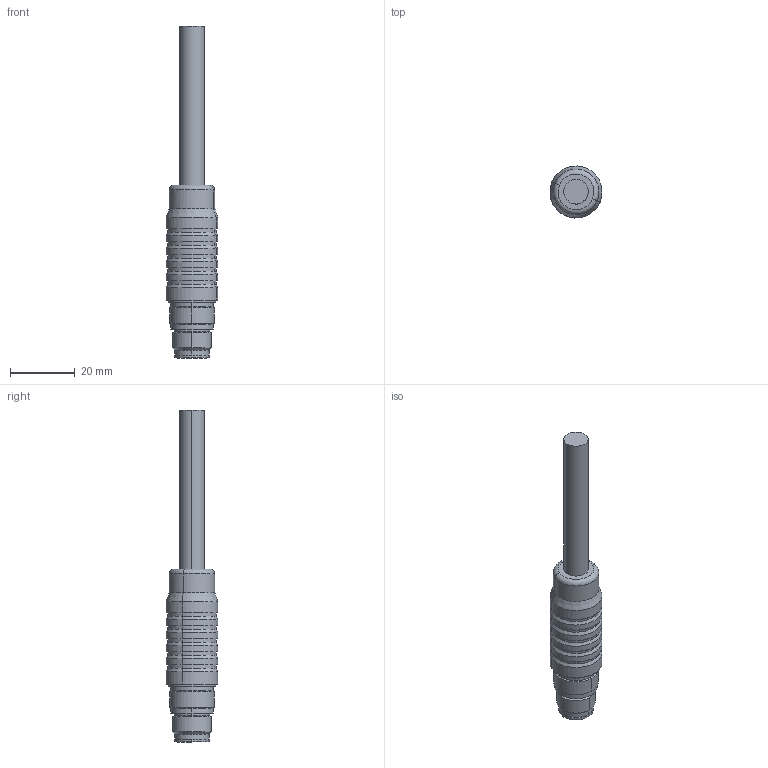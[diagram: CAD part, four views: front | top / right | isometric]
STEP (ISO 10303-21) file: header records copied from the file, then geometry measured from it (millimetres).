
FILE_DESCRIPTION(('CATIA V5 STEP Exchange','CAx-IF Rec.Pracs.--- Model Styling and Organization---1.4--- 2014-01-23'),'2;1');
FILE_NAME ('012730-2_1', '2021-03-11T06:38:21+00:00', ('none'), ('Weidmueller'), 'CATIA Version 5-6 Release 2016 SP3 HF44', 'CATIA V5 STEP AP214', 'none');
FILE_SCHEMA(('AUTOMOTIVE_DESIGN { 1 0 10303 214 1 1 1 1 }'));
Length unit declared in the file: millimetre
Products named in the file (1): 1380610000
Bounding box: 15.98 x 15.99 x 102.17 mm (x, y, z)
Volume: 7133.5 mm3; surface area: 9953.9 mm2
Topology: 9 solids, 9 shells, 604 faces, 1478 edges, 898 vertices
Faces by surface type: cylinder 217, torus 143, plane 113, cone 90, sphere 24, bspline 17
Entity records: 20488 total; most frequent: CARTESIAN_POINT 7183, ORIENTED_EDGE 2892, DIRECTION 2325, EDGE_CURVE 1446, AXIS2_PLACEMENT_3D 1327, VERTEX_POINT 898, CIRCLE 739, EDGE_LOOP 664
